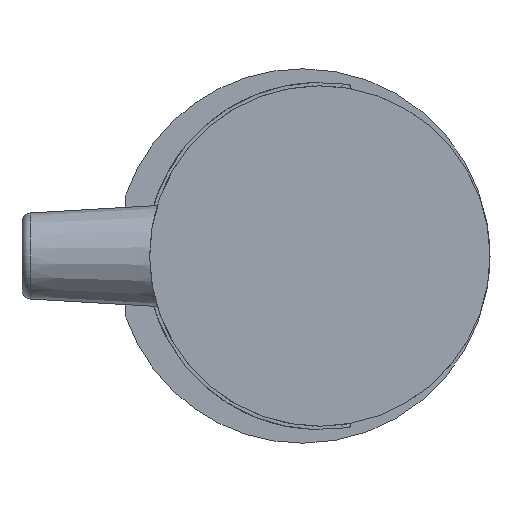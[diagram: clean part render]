
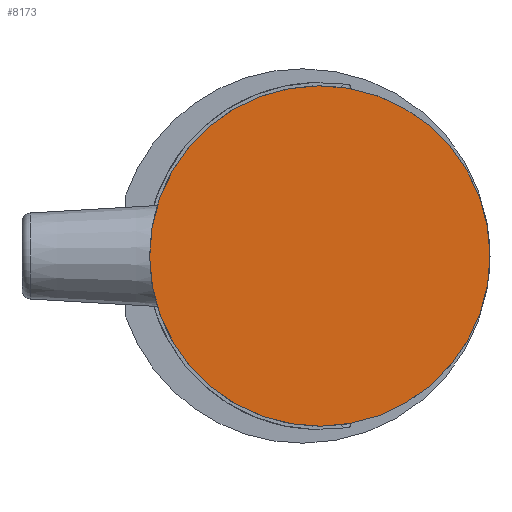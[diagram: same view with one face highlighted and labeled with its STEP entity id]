
A CAD part, left-side view. The second image highlights one B-rep face of the part: STEP entity #8173.
In plain terms, the highlighted planar face has unit normal (-1, 0, 0).
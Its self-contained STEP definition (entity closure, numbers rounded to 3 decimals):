
#692 = DIRECTION ( 'NONE',  ( 1., 0., 0. ) ) ;
#1656 = FACE_OUTER_BOUND ( 'NONE', #5305, .T. ) ;
#2693 = ORIENTED_EDGE ( 'NONE', *, *, #10167, .F. ) ;
#3961 = AXIS2_PLACEMENT_3D ( 'NONE', #20946, #692, #13191 ) ;
#5305 = EDGE_LOOP ( 'NONE', ( #6297, #2693 ) ) ;
#5657 = VERTEX_POINT ( 'NONE', #14442 ) ;
#5874 = DIRECTION ( 'NONE',  ( -1., 0., 0. ) ) ;
#6297 = ORIENTED_EDGE ( 'NONE', *, *, #13033, .F. ) ;
#7340 = CIRCLE ( 'NONE', #3961, 10. ) ;
#8173 = ADVANCED_FACE ( 'NONE', ( #1656 ), #9697, .T. ) ;
#9697 = PLANE ( 'NONE',  #11997 ) ;
#10167 = EDGE_CURVE ( 'NONE', #5657, #13035, #7340, .T. ) ;
#11997 = AXIS2_PLACEMENT_3D ( 'NONE', #22181, #5874, #20086 ) ;
#12002 = CIRCLE ( 'NONE', #23348, 10. ) ;
#13033 = EDGE_CURVE ( 'NONE', #13035, #5657, #12002, .T. ) ;
#13035 = VERTEX_POINT ( 'NONE', #19750 ) ;
#13191 = DIRECTION ( 'NONE',  ( 0., -0.869, -0.494 ) ) ;
#14442 = CARTESIAN_POINT ( 'NONE',  ( -58., 8.694, 4.941 ) ) ;
#15956 = DIRECTION ( 'NONE',  ( 1., 0., 0. ) ) ;
#17919 = CARTESIAN_POINT ( 'NONE',  ( -58., 0., 0. ) ) ;
#19750 = CARTESIAN_POINT ( 'NONE',  ( -58., -8.694, -4.941 ) ) ;
#20086 = DIRECTION ( 'NONE',  ( 0., 0.869, 0.494 ) ) ;
#20946 = CARTESIAN_POINT ( 'NONE',  ( -58., 0., 0. ) ) ;
#22181 = CARTESIAN_POINT ( 'NONE',  ( -58., 0., 0. ) ) ;
#23348 = AXIS2_PLACEMENT_3D ( 'NONE', #17919, #15956, #25911 ) ;
#25911 = DIRECTION ( 'NONE',  ( 0., -0.869, -0.494 ) ) ;
